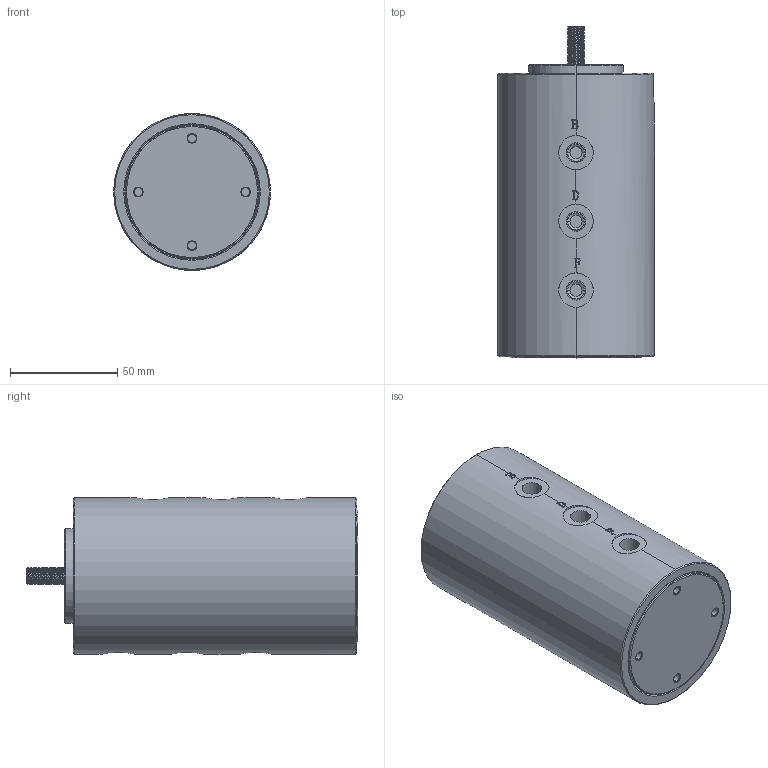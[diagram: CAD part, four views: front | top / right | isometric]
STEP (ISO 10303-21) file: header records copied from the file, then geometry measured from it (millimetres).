
FILE_DESCRIPTION (( 'STEP AP214' ), '1' );
FILE_NAME ('CRB-6.STEP', '2021-03-23T06:39:26', ( 'PC' ), ( '' ), 'SwSTEP 2.0', 'SolidWorks 2016', '' );
FILE_SCHEMA (( 'AUTOMOTIVE_DESIGN' ));
Length unit declared in the file: millimetre
Products named in the file (1): CRB-6
Bounding box: 73 x 154.5 x 73 mm (x, y, z)
Volume: 543873.9 mm3; surface area: 53155.9 mm2
Topology: 1 solids, 1 shells, 539 faces, 1418 edges, 916 vertices
Faces by surface type: plane 213, cylinder 146, bspline 117, cone 63
Entity records: 30377 total; most frequent: CARTESIAN_POINT 18169, ORIENTED_EDGE 2808, DIRECTION 2097, EDGE_CURVE 1404, VERTEX_POINT 916, AXIS2_PLACEMENT_3D 728, VECTOR 641, LINE 641
